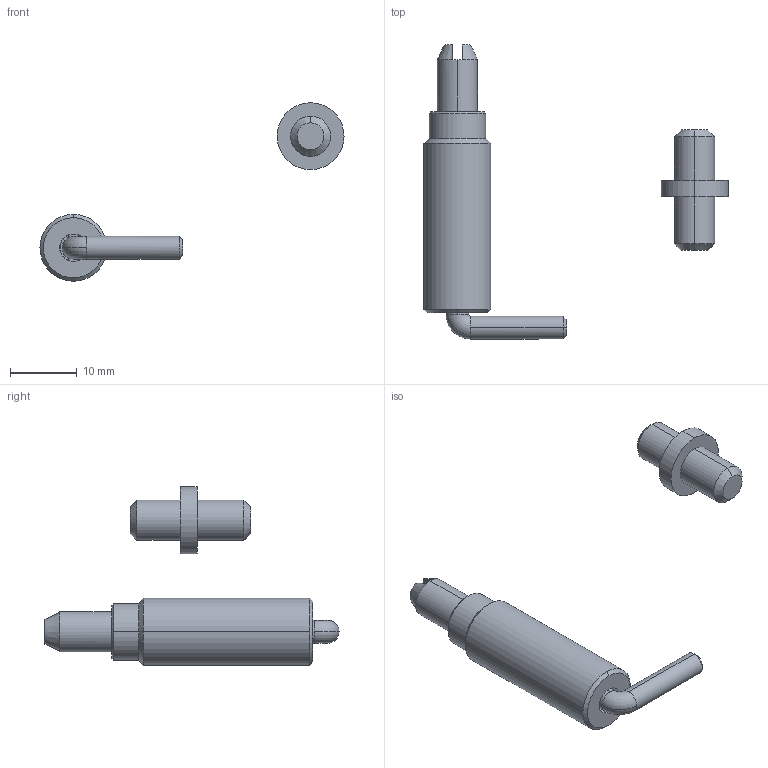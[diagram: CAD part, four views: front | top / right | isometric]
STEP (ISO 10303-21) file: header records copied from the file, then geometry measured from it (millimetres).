
FILE_DESCRIPTION (( 'STEP AP203' ), '1' );
FILE_NAME ('MM30.2.1.10.2,5.STEP', '2022-06-16T10:36:44', ( '' ), ( '' ), 'SwSTEP 2.0', 'SolidWorks 2021', '' );
FILE_SCHEMA (( 'CONFIG_CONTROL_DESIGN' ));
Length unit declared in the file: millimetre
Products named in the file (1): MM30.2.1.10.2,5
Bounding box: 45.4 x 43.9 x 26.66 mm (x, y, z)
Surface area: 2860.9 mm2 (no closed solid volume)
Topology: 0 solids, 4 shells, 50 faces, 114 edges, 72 vertices
Faces by surface type: cylinder 20, cone 16, plane 12, torus 2
Entity records: 1600 total; most frequent: CARTESIAN_POINT 379, DIRECTION 260, ORIENTED_EDGE 220, EDGE_CURVE 114, AXIS2_PLACEMENT_3D 111, VERTEX_POINT 72, CIRCLE 60, EDGE_LOOP 54
